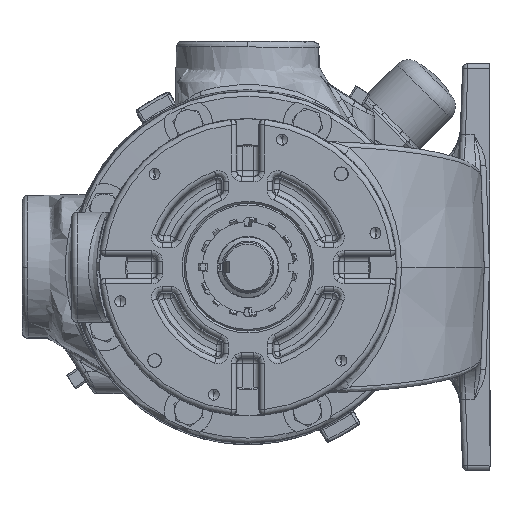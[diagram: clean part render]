
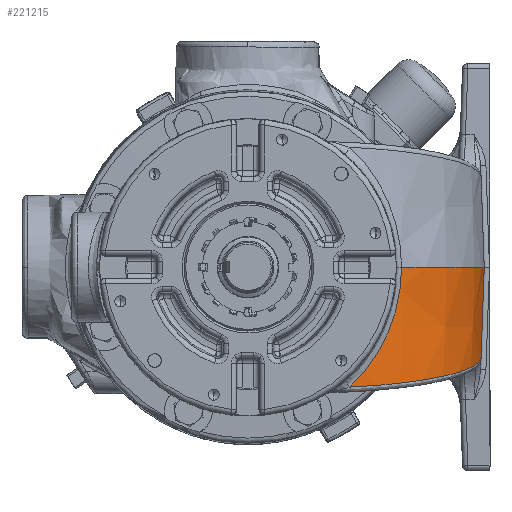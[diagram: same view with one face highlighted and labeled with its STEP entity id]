
A CAD part, left-side view. The second image highlights one B-rep face of the part: STEP entity #221215.
In plain terms, the highlighted conical face has half-angle 2 degrees and reference radius 100.076 mm.
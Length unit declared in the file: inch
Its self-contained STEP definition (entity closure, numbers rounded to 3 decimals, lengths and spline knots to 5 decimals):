
#1772 = CIRCLE ( 'NONE', #102199, 4.04497 ) ;
#4403 = CARTESIAN_POINT ( 'NONE',  ( -6.30733, -5.28992, -2.08851 ) ) ;
#5557 = CARTESIAN_POINT ( 'NONE',  ( -8.14524, -4.71097, -2.41197 ) ) ;
#6731 = CARTESIAN_POINT ( 'NONE',  ( -9.78474, -2.73904, -2.70047 ) ) ;
#8071 = VERTEX_POINT ( 'NONE', #25124 ) ;
#16454 = CARTESIAN_POINT ( 'NONE',  ( -9.86759, -2.50155, -2.54504 ) ) ;
#17653 = CARTESIAN_POINT ( 'NONE',  ( -9.54834, -3.35254, -1.01764 ) ) ;
#25124 = CARTESIAN_POINT ( 'NONE',  ( -9.9121, -2.32002, -2.72288 ) ) ;
#32001 = CARTESIAN_POINT ( 'NONE',  ( -6.52377, -5.2719, -2.12661 ) ) ;
#33215 = CARTESIAN_POINT ( 'NONE',  ( -8.3261, -4.59172, -2.4438 ) ) ;
#34368 = CARTESIAN_POINT ( 'NONE',  ( -9.9121, -2.32002, -2.72288 ) ) ;
#44044 = CARTESIAN_POINT ( 'NONE',  ( -9.79404, -2.74344, -2.2566 ) ) ;
#45251 = CARTESIAN_POINT ( 'NONE',  ( -9.52074, -3.41729, -0.73776 ) ) ;
#49650 = DIRECTION ( 'NONE',  ( 0., 0., 1. ) ) ;
#50551 = FACE_OUTER_BOUND ( 'NONE', #182812, .T. ) ;
#53542 = VECTOR ( 'NONE', #275370, 39.37008 ) ;
#55802 = CARTESIAN_POINT ( 'NONE',  ( -6.09, -5.26346, -3.00599 ) ) ;
#59591 = CARTESIAN_POINT ( 'NONE',  ( -6.84408, -5.2214, -2.18298 ) ) ;
#60770 = CARTESIAN_POINT ( 'NONE',  ( -8.4587, -4.49592, -2.46714 ) ) ;
#71664 = CARTESIAN_POINT ( 'NONE',  ( -9.71808, -2.95394, -1.94466 ) ) ;
#72868 = CARTESIAN_POINT ( 'NONE',  ( -9.51379, -3.43496, -0.64283 ) ) ;
#77005 = B_SPLINE_CURVE_WITH_KNOTS ( 'NONE', 3,
 ( #345123, #153202, #16454, #208456, #44044, #236027, #71664, #263549, #99347, #291236, #126859, #318811, #154404, #346350, #181998, #17653, #209676, #45251, #237214, #72868, #264779, #100510, #292433, #128066, #319996, #155570 ),
 .UNSPECIFIED., .F., .F.,
 ( 4, 2, 2, 2, 2, 2, 2, 2, 2, 2, 2, 2, 4 ),
 ( 0., 0.00973, 0.01947, 0.0292, 0.03163, 0.03407, 0.03893, 0.04867, 0.0584, 0.06083, 0.06327, 0.06814, 0.07787 ),
 .UNSPECIFIED. ) ;
#87251 = CARTESIAN_POINT ( 'NONE',  ( -7.10718, -5.15835, -2.22929 ) ) ;
#88447 = CARTESIAN_POINT ( 'NONE',  ( -8.83379, -4.18219, -2.53314 ) ) ;
#89886 = ORIENTED_EDGE ( 'NONE', *, *, #99421, .T. ) ;
#90067 = VERTEX_POINT ( 'NONE', #206227 ) ;
#99347 = CARTESIAN_POINT ( 'NONE',  ( -9.68114, -3.04603, -1.77828 ) ) ;
#99421 = EDGE_CURVE ( 'NONE', #90067, #153648, #1772, .T. ) ;
#100510 = CARTESIAN_POINT ( 'NONE',  ( -9.50644, -3.45527, -0.51508 ) ) ;
#102199 = AXIS2_PLACEMENT_3D ( 'NONE', #287842, #123491, #315428 ) ;
#113625 = CARTESIAN_POINT ( 'NONE',  ( -6.14438, -5.2965, -2.05983 ) ) ;
#114829 = CARTESIAN_POINT ( 'NONE',  ( -7.26356, -5.11241, -2.25681 ) ) ;
#115992 = CARTESIAN_POINT ( 'NONE',  ( -9.26186, -3.69429, -2.60846 ) ) ;
#123491 = DIRECTION ( 'NONE',  ( 0., 0., -1. ) ) ;
#124096 = ORIENTED_EDGE ( 'NONE', *, *, #334667, .F. ) ;
#126859 = CARTESIAN_POINT ( 'NONE',  ( -9.66311, -3.08979, -1.69373 ) ) ;
#127099 = ORIENTED_EDGE ( 'NONE', *, *, #332122, .F. ) ;
#128066 = CARTESIAN_POINT ( 'NONE',  ( -9.49916, -3.48371, -0.25849 ) ) ;
#137128 = VERTEX_POINT ( 'NONE', #242820 ) ;
#141230 = CARTESIAN_POINT ( 'NONE',  ( -9.50513, -3.4911, 0. ) ) ;
#142433 = CARTESIAN_POINT ( 'NONE',  ( -7.57166, -5.00683, -2.31103 ) ) ;
#143562 = CARTESIAN_POINT ( 'NONE',  ( -9.49976, -3.32522, -2.65033 ) ) ;
#147471 = EDGE_CURVE ( 'NONE', #8071, #153648, #77005, .T. ) ;
#153202 = CARTESIAN_POINT ( 'NONE',  ( -9.8908, -2.41374, -2.63599 ) ) ;
#153648 = VERTEX_POINT ( 'NONE', #141230 ) ;
#154404 = CARTESIAN_POINT ( 'NONE',  ( -9.63424, -3.15802, -1.55106 ) ) ;
#155570 = CARTESIAN_POINT ( 'NONE',  ( -9.50513, -3.4911, 0. ) ) ;
#166399 = CARTESIAN_POINT ( 'NONE',  ( -6.09, -5.29684, -2.05026 ) ) ;
#168724 = CARTESIAN_POINT ( 'NONE',  ( -6.19872, -5.29505, -2.0694 ) ) ;
#169916 = CARTESIAN_POINT ( 'NONE',  ( -8.05257, -4.76612, -2.39567 ) ) ;
#171111 = CARTESIAN_POINT ( 'NONE',  ( -9.65241, -3.03671, -2.67719 ) ) ;
#181998 = CARTESIAN_POINT ( 'NONE',  ( -9.58216, -3.27656, -1.25888 ) ) ;
#182812 = EDGE_LOOP ( 'NONE', ( #124096, #127099, #89886, #343546 ) ) ;
#185226 = CARTESIAN_POINT ( 'NONE',  ( -6.09, -1.32346, -3.00599 ) ) ;
#187950 = CONICAL_SURFACE ( 'NONE', #189371, 3.94, 0.035 ) ;
#189371 = AXIS2_PLACEMENT_3D ( 'NONE', #185226, #49650, #212880 ) ;
#196430 = CARTESIAN_POINT ( 'NONE',  ( -6.36163, -5.28624, -2.09807 ) ) ;
#197609 = CARTESIAN_POINT ( 'NONE',  ( -8.28126, -4.62228, -2.43591 ) ) ;
#198772 = CARTESIAN_POINT ( 'NONE',  ( -9.85684, -2.53333, -2.71315 ) ) ;
#199495 = B_SPLINE_CURVE_WITH_KNOTS ( 'NONE', 3,
 ( #166399, #113625, #168724, #4403, #196430, #32001, #224005, #59591, #251512, #87251, #279193, #114829, #306757, #142433, #334338, #169916, #5557, #197609, #33215, #225159, #60770, #252712, #88447, #280329, #115992, #307964, #143562, #335477, #171111, #6731, #198772, #34368 ),
 .UNSPECIFIED., .F., .F.,
 ( 4, 2, 2, 2, 2, 2, 2, 2, 2, 2, 2, 2, 2, 2, 2, 4 ),
 ( 0., 0.00421, 0.00841, 0.01682, 0.02523, 0.02944, 0.03365, 0.05047, 0.05888, 0.06309, 0.06729, 0.08412, 0.10094, 0.10935, 0.11776, 0.13459 ),
 .UNSPECIFIED. ) ;
#206227 = CARTESIAN_POINT ( 'NONE',  ( -6.09, -5.36843, 0. ) ) ;
#208456 = CARTESIAN_POINT ( 'NONE',  ( -9.81921, -2.66641, -2.35534 ) ) ;
#209676 = CARTESIAN_POINT ( 'NONE',  ( -9.53416, -3.38467, -0.89466 ) ) ;
#212880 = DIRECTION ( 'NONE',  ( 1., 0., 0. ) ) ;
#221215 = ADVANCED_FACE ( 'NONE', ( #50551 ), #187950, .T. ) ;
#224005 = CARTESIAN_POINT ( 'NONE',  ( -6.63107, -5.25795, -2.14549 ) ) ;
#225159 = CARTESIAN_POINT ( 'NONE',  ( -8.41477, -4.52858, -2.45941 ) ) ;
#236027 = CARTESIAN_POINT ( 'NONE',  ( -9.74348, -2.88721, -2.05125 ) ) ;
#237214 = CARTESIAN_POINT ( 'NONE',  ( -9.51827, -3.42344, -0.70623 ) ) ;
#242820 = CARTESIAN_POINT ( 'NONE',  ( -6.09, -5.29684, -2.05026 ) ) ;
#251512 = CARTESIAN_POINT ( 'NONE',  ( -6.9498, -5.1988, -2.20159 ) ) ;
#252712 = CARTESIAN_POINT ( 'NONE',  ( -8.6743, -4.32859, -2.50508 ) ) ;
#263549 = CARTESIAN_POINT ( 'NONE',  ( -9.68726, -3.03094, -1.80626 ) ) ;
#264779 = CARTESIAN_POINT ( 'NONE',  ( -9.51177, -3.44035, -0.61092 ) ) ;
#272495 = LINE ( 'NONE', #55802, #53542 ) ;
#275370 = DIRECTION ( 'NONE',  ( 0., 0.035, -0.999 ) ) ;
#279193 = CARTESIAN_POINT ( 'NONE',  ( -7.15944, -5.14377, -2.23849 ) ) ;
#280329 = CARTESIAN_POINT ( 'NONE',  ( -9.12757, -3.86504, -2.58484 ) ) ;
#287842 = CARTESIAN_POINT ( 'NONE',  ( -6.09, -1.32346, 0. ) ) ;
#291236 = CARTESIAN_POINT ( 'NONE',  ( -9.66906, -3.07546, -1.72201 ) ) ;
#292433 = CARTESIAN_POINT ( 'NONE',  ( -9.50387, -3.4636, -0.45104 ) ) ;
#306757 = CARTESIAN_POINT ( 'NONE',  ( -7.31541, -5.09563, -2.26594 ) ) ;
#307964 = CARTESIAN_POINT ( 'NONE',  ( -9.4434, -3.41897, -2.64041 ) ) ;
#315428 = DIRECTION ( 'NONE',  ( 1., 0., 0. ) ) ;
#318811 = CARTESIAN_POINT ( 'NONE',  ( -9.64555, -3.13164, -1.60847 ) ) ;
#319996 = CARTESIAN_POINT ( 'NONE',  ( -9.50005, -3.49067, -0.12954 ) ) ;
#332122 = EDGE_CURVE ( 'NONE', #90067, #137128, #272495, .T. ) ;
#334338 = CARTESIAN_POINT ( 'NONE',  ( -7.76869, -4.91987, -2.34571 ) ) ;
#334667 = EDGE_CURVE ( 'NONE', #137128, #8071, #199495, .T. ) ;
#335477 = CARTESIAN_POINT ( 'NONE',  ( -9.60425, -3.13411, -2.66871 ) ) ;
#343546 = ORIENTED_EDGE ( 'NONE', *, *, #147471, .F. ) ;
#345123 = CARTESIAN_POINT ( 'NONE',  ( -9.9121, -2.32002, -2.72288 ) ) ;
#346350 = CARTESIAN_POINT ( 'NONE',  ( -9.60181, -3.23271, -1.37712 ) ) ;
